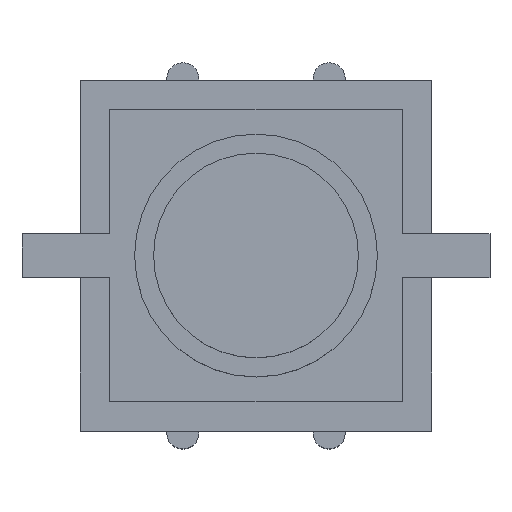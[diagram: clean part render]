
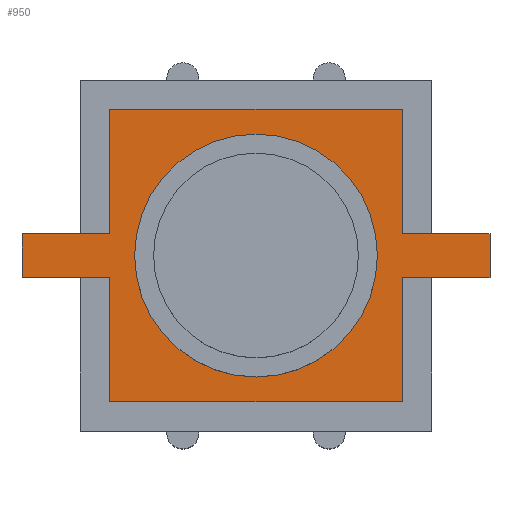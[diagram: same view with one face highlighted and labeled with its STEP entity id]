
A CAD part, top view. The second image highlights one B-rep face of the part: STEP entity #950.
In plain terms, the highlighted planar face has unit normal (0, 0, 1).
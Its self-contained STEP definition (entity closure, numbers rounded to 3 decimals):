
#220=FACE_BOUND('',#336,.T.);
#237=PLANE('',#1162);
#281=FACE_OUTER_BOUND('',#335,.T.);
#335=EDGE_LOOP('',(#751,#752,#753,#754,#755,#756,#757,#758,#759,#760,#761,
#762));
#336=EDGE_LOOP('',(#763));
#383=LINE('',#1681,#450);
#386=LINE('',#1687,#453);
#389=LINE('',#1692,#456);
#391=LINE('',#1696,#458);
#394=LINE('',#1702,#461);
#397=LINE('',#1708,#464);
#400=LINE('',#1714,#467);
#403=LINE('',#1720,#470);
#406=LINE('',#1725,#473);
#408=LINE('',#1729,#475);
#411=LINE('',#1735,#478);
#414=LINE('',#1739,#481);
#450=VECTOR('',#1321,10.);
#453=VECTOR('',#1326,10.);
#456=VECTOR('',#1331,10.);
#458=VECTOR('',#1335,10.);
#461=VECTOR('',#1340,10.);
#464=VECTOR('',#1345,10.);
#467=VECTOR('',#1350,10.);
#470=VECTOR('',#1355,10.);
#473=VECTOR('',#1360,10.);
#475=VECTOR('',#1364,10.);
#478=VECTOR('',#1369,10.);
#481=VECTOR('',#1374,10.);
#508=CIRCLE('',#1146,4.15);
#536=VERTEX_POINT('',#1652);
#547=VERTEX_POINT('',#1678);
#548=VERTEX_POINT('',#1680);
#550=VERTEX_POINT('',#1686);
#551=VERTEX_POINT('',#1691);
#552=VERTEX_POINT('',#1695);
#554=VERTEX_POINT('',#1701);
#556=VERTEX_POINT('',#1707);
#558=VERTEX_POINT('',#1713);
#560=VERTEX_POINT('',#1719);
#561=VERTEX_POINT('',#1724);
#562=VERTEX_POINT('',#1728);
#564=VERTEX_POINT('',#1734);
#596=EDGE_CURVE('',#536,#536,#508,.T.);
#607=EDGE_CURVE('',#548,#547,#383,.T.);
#610=EDGE_CURVE('',#550,#548,#386,.T.);
#613=EDGE_CURVE('',#551,#550,#389,.T.);
#615=EDGE_CURVE('',#552,#551,#391,.T.);
#618=EDGE_CURVE('',#554,#552,#394,.T.);
#621=EDGE_CURVE('',#556,#554,#397,.T.);
#624=EDGE_CURVE('',#558,#556,#400,.T.);
#627=EDGE_CURVE('',#560,#558,#403,.T.);
#630=EDGE_CURVE('',#561,#560,#406,.T.);
#632=EDGE_CURVE('',#562,#561,#408,.T.);
#635=EDGE_CURVE('',#564,#562,#411,.T.);
#638=EDGE_CURVE('',#547,#564,#414,.T.);
#751=ORIENTED_EDGE('',*,*,#638,.T.);
#752=ORIENTED_EDGE('',*,*,#635,.T.);
#753=ORIENTED_EDGE('',*,*,#632,.T.);
#754=ORIENTED_EDGE('',*,*,#630,.T.);
#755=ORIENTED_EDGE('',*,*,#627,.T.);
#756=ORIENTED_EDGE('',*,*,#624,.T.);
#757=ORIENTED_EDGE('',*,*,#621,.T.);
#758=ORIENTED_EDGE('',*,*,#618,.T.);
#759=ORIENTED_EDGE('',*,*,#615,.T.);
#760=ORIENTED_EDGE('',*,*,#613,.T.);
#761=ORIENTED_EDGE('',*,*,#610,.T.);
#762=ORIENTED_EDGE('',*,*,#607,.T.);
#763=ORIENTED_EDGE('',*,*,#596,.T.);
#950=ADVANCED_FACE('',(#281,#220),#237,.T.);
#1146=AXIS2_PLACEMENT_3D('',#1654,#1301,#1302);
#1162=AXIS2_PLACEMENT_3D('',#1740,#1375,#1376);
#1301=DIRECTION('center_axis',(0.,0.,-1.));
#1302=DIRECTION('ref_axis',(1.,0.,0.));
#1321=DIRECTION('',(1.,0.,0.));
#1326=DIRECTION('',(0.,-1.,0.));
#1331=DIRECTION('',(1.,0.,0.));
#1335=DIRECTION('',(0.,-1.,0.));
#1340=DIRECTION('',(-1.,0.,0.));
#1345=DIRECTION('',(0.,-1.,0.));
#1350=DIRECTION('',(-1.,0.,0.));
#1355=DIRECTION('',(0.,1.,0.));
#1360=DIRECTION('',(-1.,0.,0.));
#1364=DIRECTION('',(0.,1.,0.));
#1369=DIRECTION('',(1.,0.,0.));
#1374=DIRECTION('',(0.,1.,0.));
#1375=DIRECTION('center_axis',(0.,0.,1.));
#1376=DIRECTION('ref_axis',(1.,0.,0.));
#1652=CARTESIAN_POINT('',(-1.65,-6.05,4.));
#1654=CARTESIAN_POINT('Origin',(2.5,-6.05,4.));
#1678=CARTESIAN_POINT('',(7.5,-11.05,4.));
#1680=CARTESIAN_POINT('',(-2.5,-11.05,4.));
#1681=CARTESIAN_POINT('',(-2.5,-11.05,4.));
#1686=CARTESIAN_POINT('',(-2.5,-6.8,4.));
#1687=CARTESIAN_POINT('',(-2.5,-1.05,4.));
#1691=CARTESIAN_POINT('',(-5.5,-6.8,4.));
#1692=CARTESIAN_POINT('',(-5.5,-6.8,4.));
#1695=CARTESIAN_POINT('',(-5.5,-5.3,4.));
#1696=CARTESIAN_POINT('',(-5.5,-5.3,4.));
#1701=CARTESIAN_POINT('',(-2.5,-5.3,4.));
#1702=CARTESIAN_POINT('',(10.5,-5.3,4.));
#1707=CARTESIAN_POINT('',(-2.5,-1.05,4.));
#1708=CARTESIAN_POINT('',(-2.5,-1.05,4.));
#1713=CARTESIAN_POINT('',(7.5,-1.05,4.));
#1714=CARTESIAN_POINT('',(7.5,-1.05,4.));
#1719=CARTESIAN_POINT('',(7.5,-5.3,4.));
#1720=CARTESIAN_POINT('',(7.5,-11.05,4.));
#1724=CARTESIAN_POINT('',(10.5,-5.3,4.));
#1725=CARTESIAN_POINT('',(10.5,-5.3,4.));
#1728=CARTESIAN_POINT('',(10.5,-6.8,4.));
#1729=CARTESIAN_POINT('',(10.5,-6.8,4.));
#1734=CARTESIAN_POINT('',(7.5,-6.8,4.));
#1735=CARTESIAN_POINT('',(-5.5,-6.8,4.));
#1739=CARTESIAN_POINT('',(7.5,-11.05,4.));
#1740=CARTESIAN_POINT('Origin',(2.5,-6.05,4.));
